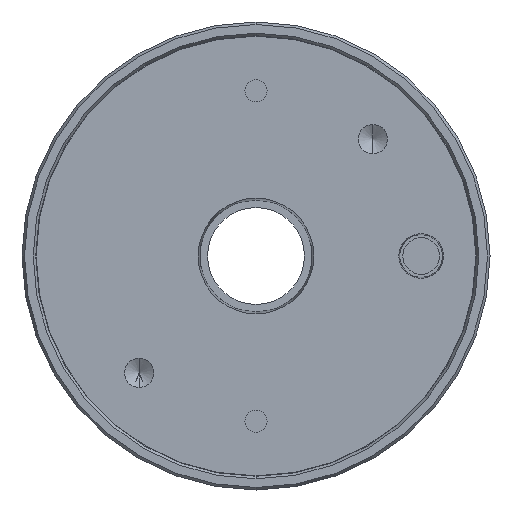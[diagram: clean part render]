
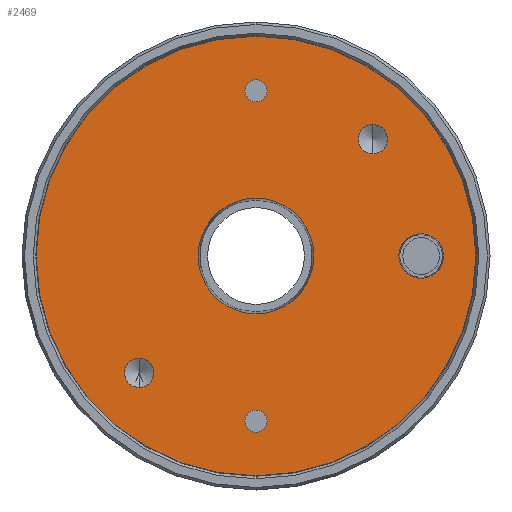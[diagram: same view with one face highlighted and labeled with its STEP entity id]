
A CAD part, front view. The second image highlights one B-rep face of the part: STEP entity #2469.
In plain terms, the highlighted planar face has unit normal (0, -1, 0).
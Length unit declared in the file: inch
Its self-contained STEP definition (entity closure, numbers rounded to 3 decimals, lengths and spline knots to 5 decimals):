
#10 = DIRECTION ( 'NONE',  ( 0., -1., 0. ) ) ;
#29 = AXIS2_PLACEMENT_3D ( 'NONE', #1652, #1441, #660 ) ;
#53 = AXIS2_PLACEMENT_3D ( 'NONE', #2465, #2692, #2253 ) ;
#88 = DIRECTION ( 'NONE',  ( 0., -1., 0. ) ) ;
#109 = CARTESIAN_POINT ( 'NONE',  ( 1.5, 0., 0. ) ) ;
#127 = VERTEX_POINT ( 'NONE', #812 ) ;
#149 = DIRECTION ( 'NONE',  ( 0., 0., -1. ) ) ;
#172 = DIRECTION ( 'NONE',  ( 0., -1., 0. ) ) ;
#180 = FACE_BOUND ( 'NONE', #1101, .T. ) ;
#220 = AXIS2_PLACEMENT_3D ( 'NONE', #474, #2915, #1234 ) ;
#234 = FACE_BOUND ( 'NONE', #346, .T. ) ;
#262 = CIRCLE ( 'NONE', #2407, 1.996 ) ;
#274 = EDGE_CURVE ( 'NONE', #127, #1364, #1417, .T. ) ;
#311 = EDGE_LOOP ( 'NONE', ( #1835, #1579 ) ) ;
#346 = EDGE_LOOP ( 'NONE', ( #2433, #530 ) ) ;
#386 = CIRCLE ( 'NONE', #1458, 1.996 ) ;
#396 = CARTESIAN_POINT ( 'NONE',  ( 0., 0., -1.996 ) ) ;
#412 = VERTEX_POINT ( 'NONE', #396 ) ;
#414 = CARTESIAN_POINT ( 'NONE',  ( 0., 0., -0.525 ) ) ;
#442 = AXIS2_PLACEMENT_3D ( 'NONE', #109, #88, #2537 ) ;
#444 = CARTESIAN_POINT ( 'NONE',  ( 0., 0., -1.3995 ) ) ;
#456 = VERTEX_POINT ( 'NONE', #444 ) ;
#474 = CARTESIAN_POINT ( 'NONE',  ( 0., 0., 0. ) ) ;
#487 = CIRCLE ( 'NONE', #29, 0.2025 ) ;
#529 = EDGE_CURVE ( 'NONE', #2264, #1323, #1811, .T. ) ;
#530 = ORIENTED_EDGE ( 'NONE', *, *, #1936, .F. ) ;
#546 = EDGE_LOOP ( 'NONE', ( #2097, #2558 ) ) ;
#550 = DIRECTION ( 'NONE',  ( 0., 0., -1. ) ) ;
#558 = DIRECTION ( 'NONE',  ( 0., 0., -1. ) ) ;
#635 = DIRECTION ( 'NONE',  ( 0., -1., 0. ) ) ;
#637 = AXIS2_PLACEMENT_3D ( 'NONE', #2834, #850, #149 ) ;
#660 = DIRECTION ( 'NONE',  ( 0., 0., -1. ) ) ;
#670 = CARTESIAN_POINT ( 'NONE',  ( -1.06066, 0., -0.92785 ) ) ;
#676 = CARTESIAN_POINT ( 'NONE',  ( 0., 0., 0. ) ) ;
#686 = CARTESIAN_POINT ( 'NONE',  ( 0., 0., 1.6005 ) ) ;
#703 = FACE_BOUND ( 'NONE', #2905, .T. ) ;
#704 = VERTEX_POINT ( 'NONE', #1651 ) ;
#707 = AXIS2_PLACEMENT_3D ( 'NONE', #2285, #2038, #550 ) ;
#756 = CARTESIAN_POINT ( 'NONE',  ( 0., 0., 0. ) ) ;
#812 = CARTESIAN_POINT ( 'NONE',  ( 0., 0., 1.3995 ) ) ;
#831 = VERTEX_POINT ( 'NONE', #2486 ) ;
#850 = DIRECTION ( 'NONE',  ( 0., -1., 0. ) ) ;
#879 = AXIS2_PLACEMENT_3D ( 'NONE', #2128, #635, #558 ) ;
#974 = ORIENTED_EDGE ( 'NONE', *, *, #274, .F. ) ;
#1013 = EDGE_CURVE ( 'NONE', #456, #2463, #1505, .T. ) ;
#1016 = VERTEX_POINT ( 'NONE', #2821 ) ;
#1031 = CARTESIAN_POINT ( 'NONE',  ( 0., 0., 0. ) ) ;
#1098 = CIRCLE ( 'NONE', #442, 0.2025 ) ;
#1101 = EDGE_LOOP ( 'NONE', ( #974, #2935 ) ) ;
#1137 = DIRECTION ( 'NONE',  ( 0., 0., -1. ) ) ;
#1159 = CIRCLE ( 'NONE', #2645, 0.13281 ) ;
#1219 = FACE_BOUND ( 'NONE', #311, .T. ) ;
#1234 = DIRECTION ( 'NONE',  ( 0., 0., 1. ) ) ;
#1270 = ORIENTED_EDGE ( 'NONE', *, *, #1013, .F. ) ;
#1323 = VERTEX_POINT ( 'NONE', #670 ) ;
#1349 = CARTESIAN_POINT ( 'NONE',  ( 0., 0., -1.5 ) ) ;
#1364 = VERTEX_POINT ( 'NONE', #686 ) ;
#1381 = CARTESIAN_POINT ( 'NONE',  ( 1.5, 0., 0.2025 ) ) ;
#1417 = CIRCLE ( 'NONE', #707, 0.1005 ) ;
#1436 = ORIENTED_EDGE ( 'NONE', *, *, #1897, .T. ) ;
#1441 = DIRECTION ( 'NONE',  ( 0., -1., 0. ) ) ;
#1450 = FACE_BOUND ( 'NONE', #2518, .T. ) ;
#1458 = AXIS2_PLACEMENT_3D ( 'NONE', #756, #1740, #2705 ) ;
#1473 = ORIENTED_EDGE ( 'NONE', *, *, #2494, .F. ) ;
#1505 = CIRCLE ( 'NONE', #2217, 0.1005 ) ;
#1562 = DIRECTION ( 'NONE',  ( 0., 0., -1. ) ) ;
#1579 = ORIENTED_EDGE ( 'NONE', *, *, #1841, .F. ) ;
#1589 = VERTEX_POINT ( 'NONE', #414 ) ;
#1611 = DIRECTION ( 'NONE',  ( 0., -1., 0. ) ) ;
#1637 = CARTESIAN_POINT ( 'NONE',  ( -1.06066, 0., -1.06066 ) ) ;
#1651 = CARTESIAN_POINT ( 'NONE',  ( 1.5, 0., -0.2025 ) ) ;
#1652 = CARTESIAN_POINT ( 'NONE',  ( 1.5, 0., 0. ) ) ;
#1653 = ORIENTED_EDGE ( 'NONE', *, *, #2450, .F. ) ;
#1740 = DIRECTION ( 'NONE',  ( 0., -1., 0. ) ) ;
#1750 = CARTESIAN_POINT ( 'NONE',  ( -1.06066, 0., -1.19348 ) ) ;
#1775 = EDGE_CURVE ( 'NONE', #704, #2584, #1098, .T. ) ;
#1794 = DIRECTION ( 'NONE',  ( 0., 0., -1. ) ) ;
#1801 = DIRECTION ( 'NONE',  ( 0., -1., 0. ) ) ;
#1803 = AXIS2_PLACEMENT_3D ( 'NONE', #2729, #2517, #1794 ) ;
#1811 = CIRCLE ( 'NONE', #879, 0.13281 ) ;
#1812 = EDGE_CURVE ( 'NONE', #2584, #704, #487, .T. ) ;
#1835 = ORIENTED_EDGE ( 'NONE', *, *, #529, .F. ) ;
#1841 = EDGE_CURVE ( 'NONE', #1323, #2264, #1159, .T. ) ;
#1863 = ORIENTED_EDGE ( 'NONE', *, *, #2706, .F. ) ;
#1897 = EDGE_CURVE ( 'NONE', #831, #412, #386, .T. ) ;
#1908 = DIRECTION ( 'NONE',  ( 0., -1., 0. ) ) ;
#1917 = DIRECTION ( 'NONE',  ( 0., 0., -1. ) ) ;
#1922 = AXIS2_PLACEMENT_3D ( 'NONE', #2176, #1908, #2414 ) ;
#1936 = EDGE_CURVE ( 'NONE', #2049, #1589, #2026, .T. ) ;
#1946 = DIRECTION ( 'NONE',  ( 0., 0., -1. ) ) ;
#1964 = EDGE_CURVE ( 'NONE', #1589, #2049, #2380, .T. ) ;
#2026 = CIRCLE ( 'NONE', #3098, 0.525 ) ;
#2038 = DIRECTION ( 'NONE',  ( 0., -1., 0. ) ) ;
#2049 = VERTEX_POINT ( 'NONE', #2304 ) ;
#2058 = CIRCLE ( 'NONE', #1803, 0.1005 ) ;
#2097 = ORIENTED_EDGE ( 'NONE', *, *, #1775, .F. ) ;
#2128 = CARTESIAN_POINT ( 'NONE',  ( -1.06066, 0., -1.06066 ) ) ;
#2143 = FACE_BOUND ( 'NONE', #546, .T. ) ;
#2155 = CIRCLE ( 'NONE', #53, 0.13281 ) ;
#2176 = CARTESIAN_POINT ( 'NONE',  ( 1.06066, 0., 1.06066 ) ) ;
#2217 = AXIS2_PLACEMENT_3D ( 'NONE', #1349, #1611, #3077 ) ;
#2244 = VERTEX_POINT ( 'NONE', #2497 ) ;
#2253 = DIRECTION ( 'NONE',  ( 0., 0., -1. ) ) ;
#2256 = CIRCLE ( 'NONE', #2912, 0.1005 ) ;
#2264 = VERTEX_POINT ( 'NONE', #1750 ) ;
#2285 = CARTESIAN_POINT ( 'NONE',  ( 0., 0., 1.5 ) ) ;
#2304 = CARTESIAN_POINT ( 'NONE',  ( 0., 0., 0.525 ) ) ;
#2380 = CIRCLE ( 'NONE', #637, 0.525 ) ;
#2385 = CARTESIAN_POINT ( 'NONE',  ( 0., 0., -1.6005 ) ) ;
#2407 = AXIS2_PLACEMENT_3D ( 'NONE', #676, #172, #1137 ) ;
#2414 = DIRECTION ( 'NONE',  ( 0., 0., -1. ) ) ;
#2423 = CARTESIAN_POINT ( 'NONE',  ( 0., 0., 1.5 ) ) ;
#2433 = ORIENTED_EDGE ( 'NONE', *, *, #1964, .F. ) ;
#2450 = EDGE_CURVE ( 'NONE', #2244, #1016, #2577, .T. ) ;
#2463 = VERTEX_POINT ( 'NONE', #2385 ) ;
#2465 = CARTESIAN_POINT ( 'NONE',  ( 1.06066, 0., 1.06066 ) ) ;
#2469 = ADVANCED_FACE ( 'NONE', ( #1450, #1219, #180, #703, #2143, #234, #2658 ), #3126, .F. ) ;
#2486 = CARTESIAN_POINT ( 'NONE',  ( 0., 0., 1.996 ) ) ;
#2494 = EDGE_CURVE ( 'NONE', #2463, #456, #2058, .T. ) ;
#2497 = CARTESIAN_POINT ( 'NONE',  ( 1.06066, 0., 1.19348 ) ) ;
#2517 = DIRECTION ( 'NONE',  ( 0., -1., 0. ) ) ;
#2518 = EDGE_LOOP ( 'NONE', ( #1863, #1653 ) ) ;
#2537 = DIRECTION ( 'NONE',  ( 0., 0., -1. ) ) ;
#2558 = ORIENTED_EDGE ( 'NONE', *, *, #1812, .F. ) ;
#2577 = CIRCLE ( 'NONE', #1922, 0.13281 ) ;
#2584 = VERTEX_POINT ( 'NONE', #1381 ) ;
#2604 = EDGE_CURVE ( 'NONE', #412, #831, #262, .T. ) ;
#2630 = DIRECTION ( 'NONE',  ( 0., -1., 0. ) ) ;
#2632 = EDGE_CURVE ( 'NONE', #1364, #127, #2256, .T. ) ;
#2645 = AXIS2_PLACEMENT_3D ( 'NONE', #1637, #10, #1946 ) ;
#2658 = FACE_OUTER_BOUND ( 'NONE', #2714, .T. ) ;
#2692 = DIRECTION ( 'NONE',  ( 0., -1., 0. ) ) ;
#2705 = DIRECTION ( 'NONE',  ( 0., 0., -1. ) ) ;
#2706 = EDGE_CURVE ( 'NONE', #1016, #2244, #2155, .T. ) ;
#2714 = EDGE_LOOP ( 'NONE', ( #2963, #1436 ) ) ;
#2729 = CARTESIAN_POINT ( 'NONE',  ( 0., 0., -1.5 ) ) ;
#2821 = CARTESIAN_POINT ( 'NONE',  ( 1.06066, 0., 0.92785 ) ) ;
#2834 = CARTESIAN_POINT ( 'NONE',  ( 0., 0., 0. ) ) ;
#2905 = EDGE_LOOP ( 'NONE', ( #1473, #1270 ) ) ;
#2912 = AXIS2_PLACEMENT_3D ( 'NONE', #2423, #2630, #1917 ) ;
#2915 = DIRECTION ( 'NONE',  ( 0., 1., 0. ) ) ;
#2935 = ORIENTED_EDGE ( 'NONE', *, *, #2632, .F. ) ;
#2963 = ORIENTED_EDGE ( 'NONE', *, *, #2604, .T. ) ;
#3077 = DIRECTION ( 'NONE',  ( 0., 0., -1. ) ) ;
#3098 = AXIS2_PLACEMENT_3D ( 'NONE', #1031, #1801, #1562 ) ;
#3126 = PLANE ( 'NONE',  #220 ) ;
